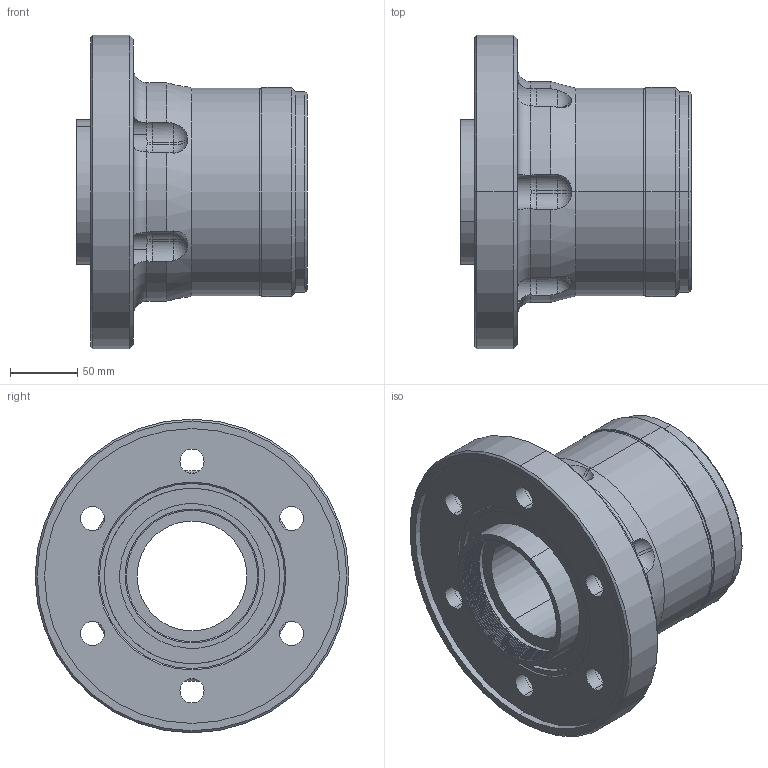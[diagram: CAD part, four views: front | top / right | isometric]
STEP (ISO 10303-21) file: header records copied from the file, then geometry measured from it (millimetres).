
FILE_DESCRIPTION (( 'STEP AP203' ), '1' );
FILE_NAME ('CF-CL-80.STEP', '2018-05-08T08:58:02', ( '' ), ( '' ), 'SwSTEP 2.0', 'SolidWorks 2016', '' );
FILE_SCHEMA (( 'CONFIG_CONTROL_DESIGN' ));
Length unit declared in the file: metre
Products named in the file (4): CF-CL-80; CF-CL-80拉桿螺帽(2); CF-CL-80筒夾前蓋; CF-CL-80筒夾本體
Assembly tree (3 placements, depth 2):
  CF-CL-80
    CF-CL-80筒夾本體
    CF-CL-80拉桿螺帽(2)
    CF-CL-80筒夾前蓋
Bounding box: 172.33 x 234 x 234 mm (x, y, z)
Volume: 2672273.1 mm3; surface area: 385653.6 mm2
Topology: 3 solids, 3 shells, 264 faces, 608 edges, 362 vertices
Faces by surface type: cylinder 116, cone 76, plane 42, sphere 24, torus 6
Entity records: 8624 total; most frequent: CARTESIAN_POINT 2178, DIRECTION 1342, ORIENTED_EDGE 1216, EDGE_CURVE 608, AXIS2_PLACEMENT_3D 554, VERTEX_POINT 362, EDGE_LOOP 294, CIRCLE 284
